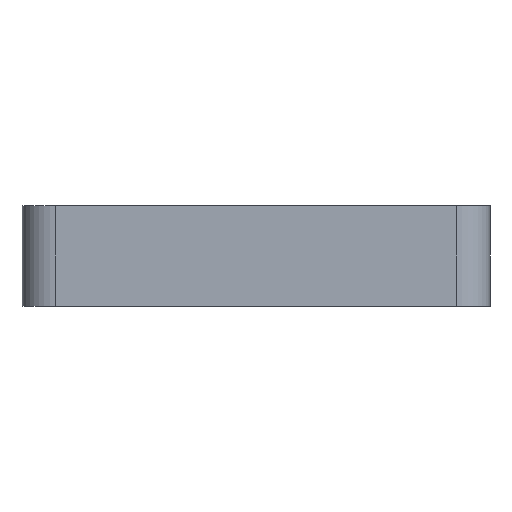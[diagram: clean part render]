
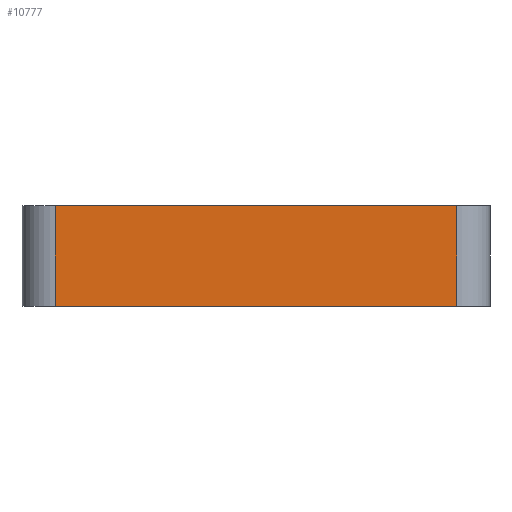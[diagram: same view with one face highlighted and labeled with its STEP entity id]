
A CAD part, front view. The second image highlights one B-rep face of the part: STEP entity #10777.
In plain terms, the highlighted planar face has unit normal (0, -1, 0).
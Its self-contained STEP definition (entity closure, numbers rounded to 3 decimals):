
#153 = CARTESIAN_POINT ( 'NONE',  ( 0., 0., 10. ) ) ;
#513 = VERTEX_POINT ( 'NONE', #1251 ) ;
#777 = CARTESIAN_POINT ( 'NONE',  ( -140., 0., -20. ) ) ;
#1106 = VECTOR ( 'NONE', #4661, 1000. ) ;
#1251 = CARTESIAN_POINT ( 'NONE',  ( -10., 0., -20. ) ) ;
#2324 = EDGE_CURVE ( 'NONE', #15271, #513, #6591, .T. ) ;
#3224 = EDGE_CURVE ( 'NONE', #15156, #9915, #14337, .T. ) ;
#3515 = LINE ( 'NONE', #9415, #9625 ) ;
#3825 = ORIENTED_EDGE ( 'NONE', *, *, #2324, .T. ) ;
#4541 = ORIENTED_EDGE ( 'NONE', *, *, #15300, .T. ) ;
#4661 = DIRECTION ( 'NONE',  ( 0., 0., -1. ) ) ;
#5278 = ORIENTED_EDGE ( 'NONE', *, *, #10909, .T. ) ;
#6105 = CARTESIAN_POINT ( 'NONE',  ( -10., 0., 10. ) ) ;
#6591 = LINE ( 'NONE', #9535, #9064 ) ;
#6912 = CARTESIAN_POINT ( 'NONE',  ( -130., 0., -20. ) ) ;
#7026 = PLANE ( 'NONE',  #14309 ) ;
#8489 = EDGE_LOOP ( 'NONE', ( #15329, #5278, #3825, #4541 ) ) ;
#9064 = VECTOR ( 'NONE', #13130, 1000. ) ;
#9415 = CARTESIAN_POINT ( 'NONE',  ( -10., 0., -20. ) ) ;
#9535 = CARTESIAN_POINT ( 'NONE',  ( -140., 0., -20. ) ) ;
#9625 = VECTOR ( 'NONE', #14149, 1000. ) ;
#9915 = VERTEX_POINT ( 'NONE', #6105 ) ;
#10740 = CARTESIAN_POINT ( 'NONE',  ( -130., 0., -20. ) ) ;
#10777 = ADVANCED_FACE ( 'NONE', ( #14299 ), #7026, .T. ) ;
#10909 = EDGE_CURVE ( 'NONE', #15156, #15271, #11243, .T. ) ;
#11078 = DIRECTION ( 'NONE',  ( 1., 0., 0. ) ) ;
#11243 = LINE ( 'NONE', #10740, #1106 ) ;
#11862 = DIRECTION ( 'NONE',  ( 0., 0., -1. ) ) ;
#13130 = DIRECTION ( 'NONE',  ( 1., 0., 0. ) ) ;
#14149 = DIRECTION ( 'NONE',  ( 0., 0., 1. ) ) ;
#14299 = FACE_OUTER_BOUND ( 'NONE', #8489, .T. ) ;
#14309 = AXIS2_PLACEMENT_3D ( 'NONE', #777, #15536, #11862 ) ;
#14337 = LINE ( 'NONE', #153, #15295 ) ;
#15156 = VERTEX_POINT ( 'NONE', #15219 ) ;
#15219 = CARTESIAN_POINT ( 'NONE',  ( -130., 0., 10. ) ) ;
#15271 = VERTEX_POINT ( 'NONE', #6912 ) ;
#15295 = VECTOR ( 'NONE', #11078, 1000. ) ;
#15300 = EDGE_CURVE ( 'NONE', #513, #9915, #3515, .T. ) ;
#15329 = ORIENTED_EDGE ( 'NONE', *, *, #3224, .F. ) ;
#15536 = DIRECTION ( 'NONE',  ( 0., -1., 0. ) ) ;
